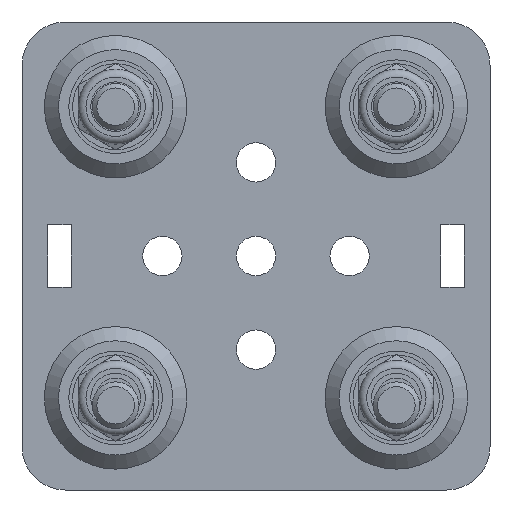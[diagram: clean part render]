
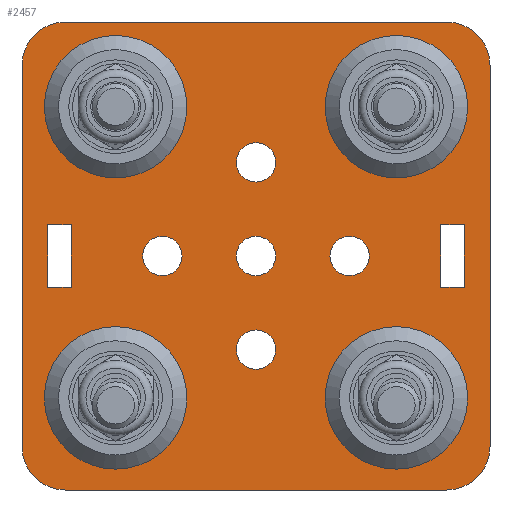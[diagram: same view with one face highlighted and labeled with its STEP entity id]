
A CAD part, front view. The second image highlights one B-rep face of the part: STEP entity #2457.
In plain terms, the highlighted planar face has unit normal (0, -1, 0).
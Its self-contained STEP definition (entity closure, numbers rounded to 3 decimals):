
#259=FACE_BOUND('',#509,.T.);
#260=FACE_BOUND('',#510,.T.);
#261=FACE_BOUND('',#511,.T.);
#262=FACE_BOUND('',#512,.T.);
#263=FACE_BOUND('',#513,.T.);
#264=FACE_BOUND('',#514,.T.);
#265=FACE_BOUND('',#515,.T.);
#266=FACE_BOUND('',#516,.T.);
#267=FACE_BOUND('',#517,.T.);
#268=FACE_BOUND('',#518,.T.);
#269=FACE_BOUND('',#519,.T.);
#298=PLANE('',#2722);
#365=FACE_OUTER_BOUND('',#508,.T.);
#508=EDGE_LOOP('',(#1759,#1760,#1761,#1762,#1763,#1764,#1765,#1766));
#509=EDGE_LOOP('',(#1767,#1768));
#510=EDGE_LOOP('',(#1769,#1770));
#511=EDGE_LOOP('',(#1771,#1772,#1773,#1774));
#512=EDGE_LOOP('',(#1775,#1776,#1777,#1778));
#513=EDGE_LOOP('',(#1779,#1780));
#514=EDGE_LOOP('',(#1781,#1782));
#515=EDGE_LOOP('',(#1783,#1784));
#516=EDGE_LOOP('',(#1785,#1786));
#517=EDGE_LOOP('',(#1787,#1788));
#518=EDGE_LOOP('',(#1789));
#519=EDGE_LOOP('',(#1790));
#691=LINE('',#3945,#820);
#692=LINE('',#3949,#821);
#693=LINE('',#3953,#822);
#694=LINE('',#3956,#823);
#695=LINE('',#3959,#824);
#696=LINE('',#3961,#825);
#697=LINE('',#3963,#826);
#698=LINE('',#3964,#827);
#699=LINE('',#3967,#828);
#700=LINE('',#3969,#829);
#701=LINE('',#3971,#830);
#702=LINE('',#3972,#831);
#820=VECTOR('',#3124,40.73);
#821=VECTOR('',#3127,40.73);
#822=VECTOR('',#3130,40.73);
#823=VECTOR('',#3133,40.73);
#824=VECTOR('',#3134,6.7);
#825=VECTOR('',#3135,2.5);
#826=VECTOR('',#3136,6.7);
#827=VECTOR('',#3137,2.5);
#828=VECTOR('',#3138,2.5);
#829=VECTOR('',#3139,6.7);
#830=VECTOR('',#3140,2.5);
#831=VECTOR('',#3141,6.7);
#934=CIRCLE('',#2687,2.55);
#935=CIRCLE('',#2688,2.55);
#937=CIRCLE('',#2691,2.55);
#939=CIRCLE('',#2694,3.6);
#940=CIRCLE('',#2695,3.6);
#942=CIRCLE('',#2698,3.6);
#965=CIRCLE('',#2723,4.635);
#966=CIRCLE('',#2724,4.635);
#967=CIRCLE('',#2725,4.635);
#968=CIRCLE('',#2726,4.635);
#969=CIRCLE('',#2727,2.1);
#970=CIRCLE('',#2728,2.1);
#971=CIRCLE('',#2729,2.1);
#972=CIRCLE('',#2730,2.1);
#973=CIRCLE('',#2731,2.1);
#974=CIRCLE('',#2732,2.1);
#975=CIRCLE('',#2733,2.1);
#976=CIRCLE('',#2734,2.1);
#977=CIRCLE('',#2735,2.1);
#978=CIRCLE('',#2736,2.1);
#1105=VERTEX_POINT('',#3846);
#1106=VERTEX_POINT('',#3848);
#1108=VERTEX_POINT('',#3854);
#1110=VERTEX_POINT('',#3860);
#1111=VERTEX_POINT('',#3862);
#1113=VERTEX_POINT('',#3868);
#1148=VERTEX_POINT('',#3941);
#1149=VERTEX_POINT('',#3942);
#1150=VERTEX_POINT('',#3944);
#1151=VERTEX_POINT('',#3946);
#1152=VERTEX_POINT('',#3948);
#1153=VERTEX_POINT('',#3950);
#1154=VERTEX_POINT('',#3952);
#1155=VERTEX_POINT('',#3954);
#1156=VERTEX_POINT('',#3957);
#1157=VERTEX_POINT('',#3958);
#1158=VERTEX_POINT('',#3960);
#1159=VERTEX_POINT('',#3962);
#1160=VERTEX_POINT('',#3965);
#1161=VERTEX_POINT('',#3966);
#1162=VERTEX_POINT('',#3968);
#1163=VERTEX_POINT('',#3970);
#1164=VERTEX_POINT('',#3973);
#1165=VERTEX_POINT('',#3974);
#1166=VERTEX_POINT('',#3977);
#1167=VERTEX_POINT('',#3978);
#1168=VERTEX_POINT('',#3981);
#1169=VERTEX_POINT('',#3982);
#1170=VERTEX_POINT('',#3985);
#1171=VERTEX_POINT('',#3986);
#1172=VERTEX_POINT('',#3989);
#1173=VERTEX_POINT('',#3990);
#1355=EDGE_CURVE('',#1106,#1105,#934,.T.);
#1356=EDGE_CURVE('',#1105,#1106,#935,.T.);
#1359=EDGE_CURVE('',#1108,#1108,#937,.T.);
#1362=EDGE_CURVE('',#1111,#1110,#939,.T.);
#1363=EDGE_CURVE('',#1110,#1111,#940,.T.);
#1366=EDGE_CURVE('',#1113,#1113,#942,.T.);
#1401=EDGE_CURVE('',#1148,#1149,#965,.T.);
#1402=EDGE_CURVE('',#1150,#1148,#691,.T.);
#1403=EDGE_CURVE('',#1151,#1150,#966,.T.);
#1404=EDGE_CURVE('',#1152,#1151,#692,.T.);
#1405=EDGE_CURVE('',#1153,#1152,#967,.T.);
#1406=EDGE_CURVE('',#1154,#1153,#693,.T.);
#1407=EDGE_CURVE('',#1155,#1154,#968,.T.);
#1408=EDGE_CURVE('',#1149,#1155,#694,.T.);
#1409=EDGE_CURVE('',#1156,#1157,#695,.T.);
#1410=EDGE_CURVE('',#1157,#1158,#696,.T.);
#1411=EDGE_CURVE('',#1158,#1159,#697,.T.);
#1412=EDGE_CURVE('',#1159,#1156,#698,.T.);
#1413=EDGE_CURVE('',#1160,#1161,#699,.T.);
#1414=EDGE_CURVE('',#1161,#1162,#700,.T.);
#1415=EDGE_CURVE('',#1162,#1163,#701,.T.);
#1416=EDGE_CURVE('',#1163,#1160,#702,.T.);
#1417=EDGE_CURVE('',#1164,#1165,#969,.T.);
#1418=EDGE_CURVE('',#1165,#1164,#970,.T.);
#1419=EDGE_CURVE('',#1166,#1167,#971,.T.);
#1420=EDGE_CURVE('',#1167,#1166,#972,.T.);
#1421=EDGE_CURVE('',#1168,#1169,#973,.T.);
#1422=EDGE_CURVE('',#1169,#1168,#974,.T.);
#1423=EDGE_CURVE('',#1170,#1171,#975,.T.);
#1424=EDGE_CURVE('',#1171,#1170,#976,.T.);
#1425=EDGE_CURVE('',#1172,#1173,#977,.T.);
#1426=EDGE_CURVE('',#1173,#1172,#978,.T.);
#1759=ORIENTED_EDGE('',*,*,#1401,.F.);
#1760=ORIENTED_EDGE('',*,*,#1402,.F.);
#1761=ORIENTED_EDGE('',*,*,#1403,.F.);
#1762=ORIENTED_EDGE('',*,*,#1404,.F.);
#1763=ORIENTED_EDGE('',*,*,#1405,.F.);
#1764=ORIENTED_EDGE('',*,*,#1406,.F.);
#1765=ORIENTED_EDGE('',*,*,#1407,.F.);
#1766=ORIENTED_EDGE('',*,*,#1408,.F.);
#1767=ORIENTED_EDGE('',*,*,#1362,.T.);
#1768=ORIENTED_EDGE('',*,*,#1363,.T.);
#1769=ORIENTED_EDGE('',*,*,#1355,.T.);
#1770=ORIENTED_EDGE('',*,*,#1356,.T.);
#1771=ORIENTED_EDGE('',*,*,#1409,.T.);
#1772=ORIENTED_EDGE('',*,*,#1410,.T.);
#1773=ORIENTED_EDGE('',*,*,#1411,.T.);
#1774=ORIENTED_EDGE('',*,*,#1412,.T.);
#1775=ORIENTED_EDGE('',*,*,#1413,.T.);
#1776=ORIENTED_EDGE('',*,*,#1414,.T.);
#1777=ORIENTED_EDGE('',*,*,#1415,.T.);
#1778=ORIENTED_EDGE('',*,*,#1416,.T.);
#1779=ORIENTED_EDGE('',*,*,#1417,.T.);
#1780=ORIENTED_EDGE('',*,*,#1418,.T.);
#1781=ORIENTED_EDGE('',*,*,#1419,.T.);
#1782=ORIENTED_EDGE('',*,*,#1420,.T.);
#1783=ORIENTED_EDGE('',*,*,#1421,.T.);
#1784=ORIENTED_EDGE('',*,*,#1422,.T.);
#1785=ORIENTED_EDGE('',*,*,#1423,.T.);
#1786=ORIENTED_EDGE('',*,*,#1424,.T.);
#1787=ORIENTED_EDGE('',*,*,#1425,.T.);
#1788=ORIENTED_EDGE('',*,*,#1426,.T.);
#1789=ORIENTED_EDGE('',*,*,#1359,.T.);
#1790=ORIENTED_EDGE('',*,*,#1366,.T.);
#2457=ADVANCED_FACE('',(#365,#259,#260,#261,#262,#263,#264,#265,#266,#267,
#268,#269),#298,.F.);
#2687=AXIS2_PLACEMENT_3D('',#3849,#3035,#3036);
#2688=AXIS2_PLACEMENT_3D('',#3850,#3037,#3038);
#2691=AXIS2_PLACEMENT_3D('',#3856,#3044,#3045);
#2694=AXIS2_PLACEMENT_3D('',#3863,#3051,#3052);
#2695=AXIS2_PLACEMENT_3D('',#3864,#3053,#3054);
#2698=AXIS2_PLACEMENT_3D('',#3870,#3060,#3061);
#2722=AXIS2_PLACEMENT_3D('',#3940,#3120,#3121);
#2723=AXIS2_PLACEMENT_3D('',#3943,#3122,#3123);
#2724=AXIS2_PLACEMENT_3D('',#3947,#3125,#3126);
#2725=AXIS2_PLACEMENT_3D('',#3951,#3128,#3129);
#2726=AXIS2_PLACEMENT_3D('',#3955,#3131,#3132);
#2727=AXIS2_PLACEMENT_3D('',#3975,#3142,#3143);
#2728=AXIS2_PLACEMENT_3D('',#3976,#3144,#3145);
#2729=AXIS2_PLACEMENT_3D('',#3979,#3146,#3147);
#2730=AXIS2_PLACEMENT_3D('',#3980,#3148,#3149);
#2731=AXIS2_PLACEMENT_3D('',#3983,#3150,#3151);
#2732=AXIS2_PLACEMENT_3D('',#3984,#3152,#3153);
#2733=AXIS2_PLACEMENT_3D('',#3987,#3154,#3155);
#2734=AXIS2_PLACEMENT_3D('',#3988,#3156,#3157);
#2735=AXIS2_PLACEMENT_3D('',#3991,#3158,#3159);
#2736=AXIS2_PLACEMENT_3D('',#3992,#3160,#3161);
#3035=DIRECTION('center_axis',(0.,1.,0.));
#3036=DIRECTION('ref_axis',(0.,0.,-1.));
#3037=DIRECTION('center_axis',(0.,1.,0.));
#3038=DIRECTION('ref_axis',(0.,0.,-1.));
#3044=DIRECTION('center_axis',(0.,1.,0.));
#3045=DIRECTION('ref_axis',(0.,0.,1.));
#3051=DIRECTION('center_axis',(0.,1.,0.));
#3052=DIRECTION('ref_axis',(0.,0.,-1.));
#3053=DIRECTION('center_axis',(0.,1.,0.));
#3054=DIRECTION('ref_axis',(0.,0.,-1.));
#3060=DIRECTION('center_axis',(0.,1.,0.));
#3061=DIRECTION('ref_axis',(0.,0.,1.));
#3120=DIRECTION('center_axis',(0.,1.,0.));
#3121=DIRECTION('ref_axis',(0.,0.,1.));
#3122=DIRECTION('center_axis',(0.,1.,0.));
#3123=DIRECTION('ref_axis',(0.,0.,1.));
#3124=DIRECTION('',(-1.,0.,0.));
#3125=DIRECTION('center_axis',(0.,1.,0.));
#3126=DIRECTION('ref_axis',(0.,0.,1.));
#3127=DIRECTION('',(0.,0.,-1.));
#3128=DIRECTION('center_axis',(0.,1.,0.));
#3129=DIRECTION('ref_axis',(0.,0.,1.));
#3130=DIRECTION('',(1.,0.,0.));
#3131=DIRECTION('center_axis',(0.,1.,0.));
#3132=DIRECTION('ref_axis',(0.,0.,-1.));
#3133=DIRECTION('',(0.,0.,1.));
#3134=DIRECTION('',(0.,0.,-1.));
#3135=DIRECTION('',(-1.,0.,0.));
#3136=DIRECTION('',(0.,0.,1.));
#3137=DIRECTION('',(1.,0.,0.));
#3138=DIRECTION('',(1.,0.,0.));
#3139=DIRECTION('',(0.,0.,-1.));
#3140=DIRECTION('',(-1.,0.,0.));
#3141=DIRECTION('',(0.,0.,1.));
#3142=DIRECTION('center_axis',(0.,1.,0.));
#3143=DIRECTION('ref_axis',(0.,0.,1.));
#3144=DIRECTION('center_axis',(0.,1.,0.));
#3145=DIRECTION('ref_axis',(0.,0.,1.));
#3146=DIRECTION('center_axis',(0.,1.,0.));
#3147=DIRECTION('ref_axis',(0.,0.,1.));
#3148=DIRECTION('center_axis',(0.,1.,0.));
#3149=DIRECTION('ref_axis',(0.,0.,1.));
#3150=DIRECTION('center_axis',(0.,1.,0.));
#3151=DIRECTION('ref_axis',(0.,0.,1.));
#3152=DIRECTION('center_axis',(0.,1.,0.));
#3153=DIRECTION('ref_axis',(0.,0.,1.));
#3154=DIRECTION('center_axis',(0.,1.,0.));
#3155=DIRECTION('ref_axis',(0.,0.,1.));
#3156=DIRECTION('center_axis',(0.,1.,0.));
#3157=DIRECTION('ref_axis',(0.,0.,1.));
#3158=DIRECTION('center_axis',(0.,1.,0.));
#3159=DIRECTION('ref_axis',(0.,0.,1.));
#3160=DIRECTION('center_axis',(0.,1.,0.));
#3161=DIRECTION('ref_axis',(0.,0.,1.));
#3846=CARTESIAN_POINT('',(-15.,0.,18.5));
#3848=CARTESIAN_POINT('',(-15.,0.,13.4));
#3849=CARTESIAN_POINT('Origin',(-15.,0.,15.95));
#3850=CARTESIAN_POINT('Origin',(-15.,0.,15.95));
#3854=CARTESIAN_POINT('',(15.,0.,18.5));
#3856=CARTESIAN_POINT('Origin',(15.,0.,15.95));
#3860=CARTESIAN_POINT('',(15.,0.,-12.35));
#3862=CARTESIAN_POINT('',(15.,0.,-19.55));
#3863=CARTESIAN_POINT('Origin',(15.,0.,-15.95));
#3864=CARTESIAN_POINT('Origin',(15.,0.,-15.95));
#3868=CARTESIAN_POINT('',(-15.,0.,-12.35));
#3870=CARTESIAN_POINT('Origin',(-15.,0.,-15.95));
#3940=CARTESIAN_POINT('Origin',(-20.365,0.,-20.365));
#3941=CARTESIAN_POINT('',(-20.365,0.,-25.));
#3942=CARTESIAN_POINT('',(-25.,0.,-20.365));
#3943=CARTESIAN_POINT('Origin',(-20.365,0.,-20.365));
#3944=CARTESIAN_POINT('',(20.365,0.,-25.));
#3945=CARTESIAN_POINT('',(20.365,0.,-25.));
#3946=CARTESIAN_POINT('',(25.,0.,-20.365));
#3947=CARTESIAN_POINT('Origin',(20.365,0.,-20.365));
#3948=CARTESIAN_POINT('',(25.,0.,20.365));
#3949=CARTESIAN_POINT('',(25.,0.,20.365));
#3950=CARTESIAN_POINT('',(20.365,0.,25.));
#3951=CARTESIAN_POINT('Origin',(20.365,0.,20.365));
#3952=CARTESIAN_POINT('',(-20.365,0.,25.));
#3953=CARTESIAN_POINT('',(-20.365,0.,25.));
#3954=CARTESIAN_POINT('',(-25.,0.,20.365));
#3955=CARTESIAN_POINT('Origin',(-20.365,0.,20.365));
#3956=CARTESIAN_POINT('',(-25.,0.,-20.365));
#3957=CARTESIAN_POINT('',(22.25,0.,3.35));
#3958=CARTESIAN_POINT('',(22.25,0.,-3.35));
#3959=CARTESIAN_POINT('',(22.25,0.,3.35));
#3960=CARTESIAN_POINT('',(19.75,0.,-3.35));
#3961=CARTESIAN_POINT('',(22.25,0.,-3.35));
#3962=CARTESIAN_POINT('',(19.75,0.,3.35));
#3963=CARTESIAN_POINT('',(19.75,0.,-3.35));
#3964=CARTESIAN_POINT('',(19.75,0.,3.35));
#3965=CARTESIAN_POINT('',(-22.25,0.,3.35));
#3966=CARTESIAN_POINT('',(-19.75,0.,3.35));
#3967=CARTESIAN_POINT('',(-22.25,0.,3.35));
#3968=CARTESIAN_POINT('',(-19.75,0.,-3.35));
#3969=CARTESIAN_POINT('',(-19.75,0.,3.35));
#3970=CARTESIAN_POINT('',(-22.25,0.,-3.35));
#3971=CARTESIAN_POINT('',(-19.75,0.,-3.35));
#3972=CARTESIAN_POINT('',(-22.25,0.,-3.35));
#3973=CARTESIAN_POINT('',(0.,0.,-7.9));
#3974=CARTESIAN_POINT('',(0.,0.,-12.1));
#3975=CARTESIAN_POINT('Origin',(0.,0.,-10.));
#3976=CARTESIAN_POINT('Origin',(0.,0.,-10.));
#3977=CARTESIAN_POINT('',(-10.,0.,2.1));
#3978=CARTESIAN_POINT('',(-10.,0.,-2.1));
#3979=CARTESIAN_POINT('Origin',(-10.,0.,0.));
#3980=CARTESIAN_POINT('Origin',(-10.,0.,0.));
#3981=CARTESIAN_POINT('',(0.,0.,2.1));
#3982=CARTESIAN_POINT('',(0.,0.,-2.1));
#3983=CARTESIAN_POINT('Origin',(0.,0.,0.));
#3984=CARTESIAN_POINT('Origin',(0.,0.,0.));
#3985=CARTESIAN_POINT('',(0.,0.,12.1));
#3986=CARTESIAN_POINT('',(0.,0.,7.9));
#3987=CARTESIAN_POINT('Origin',(0.,0.,10.));
#3988=CARTESIAN_POINT('Origin',(0.,0.,10.));
#3989=CARTESIAN_POINT('',(10.,0.,2.1));
#3990=CARTESIAN_POINT('',(10.,0.,-2.1));
#3991=CARTESIAN_POINT('Origin',(10.,0.,0.));
#3992=CARTESIAN_POINT('Origin',(10.,0.,0.));
